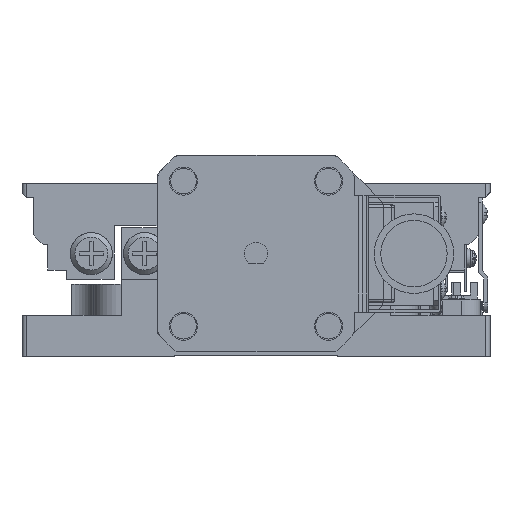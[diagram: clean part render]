
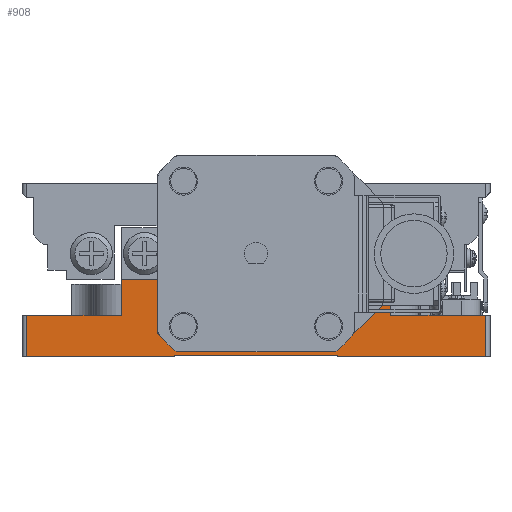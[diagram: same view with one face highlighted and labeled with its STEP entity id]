
A CAD part, left-side view. The second image highlights one B-rep face of the part: STEP entity #908.
In plain terms, the highlighted planar face has unit normal (-1, 0, 0).
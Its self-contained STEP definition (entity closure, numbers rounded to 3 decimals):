
#908=ADVANCED_FACE('',(#10008),#10007,.T.);
#10007=PLANE('',#26570);
#10008=FACE_OUTER_BOUND('',#26571,.T.);
#26567=CARTESIAN_POINT('',(-98.,-58.8,19.8));
#26568=DIRECTION('',(-1.,0.,0.));
#26569=DIRECTION('',(0.,1.,0.));
#26570=AXIS2_PLACEMENT_3D('',#26567,#26568,#26569);
#26571=EDGE_LOOP('',(#39400,#39401,#39402,#39403,#39404,#39405,#39406,#39407,#39408,#39409,#39410,#39411,#39412,#39413,#39414,#39415,#39416,#39417,#39418,#39419,#39420,#39421,#39422,#39423));
#39400=ORIENTED_EDGE('',*,*,#47322,.T.);
#39401=ORIENTED_EDGE('',*,*,#47323,.T.);
#39402=ORIENTED_EDGE('',*,*,#47324,.T.);
#39403=ORIENTED_EDGE('',*,*,#47325,.F.);
#39404=ORIENTED_EDGE('',*,*,#47326,.T.);
#39405=ORIENTED_EDGE('',*,*,#47327,.F.);
#39406=ORIENTED_EDGE('',*,*,#47328,.T.);
#39407=ORIENTED_EDGE('',*,*,#47329,.T.);
#39408=ORIENTED_EDGE('',*,*,#47330,.T.);
#39409=ORIENTED_EDGE('',*,*,#47331,.T.);
#39410=ORIENTED_EDGE('',*,*,#47332,.T.);
#39411=ORIENTED_EDGE('',*,*,#47333,.T.);
#39412=ORIENTED_EDGE('',*,*,#47313,.T.);
#39413=ORIENTED_EDGE('',*,*,#47334,.F.);
#39414=ORIENTED_EDGE('',*,*,#47335,.F.);
#39415=ORIENTED_EDGE('',*,*,#47336,.F.);
#39416=ORIENTED_EDGE('',*,*,#47337,.T.);
#39417=ORIENTED_EDGE('',*,*,#47338,.F.);
#39418=ORIENTED_EDGE('',*,*,#47339,.F.);
#39419=ORIENTED_EDGE('',*,*,#47340,.F.);
#39420=ORIENTED_EDGE('',*,*,#47294,.F.);
#39421=ORIENTED_EDGE('',*,*,#47254,.T.);
#39422=ORIENTED_EDGE('',*,*,#47341,.F.);
#39423=ORIENTED_EDGE('',*,*,#47342,.T.);
#47254=EDGE_CURVE('',#63149,#63142,#63150,.T.);
#47294=EDGE_CURVE('',#63149,#63406,#63407,.T.);
#47313=EDGE_CURVE('',#63496,#63532,#63539,.T.);
#47322=EDGE_CURVE('',#63601,#63602,#63603,.T.);
#47323=EDGE_CURVE('',#63602,#63609,#63610,.T.);
#47324=EDGE_CURVE('',#63609,#63616,#63617,.T.);
#47325=EDGE_CURVE('',#63623,#63616,#63624,.T.);
#47326=EDGE_CURVE('',#63623,#63630,#63631,.T.);
#47327=EDGE_CURVE('',#63637,#63630,#63638,.T.);
#47328=EDGE_CURVE('',#63637,#63644,#63645,.T.);
#47329=EDGE_CURVE('',#63644,#63651,#63652,.T.);
#47330=EDGE_CURVE('',#63651,#63658,#63659,.T.);
#47331=EDGE_CURVE('',#63658,#63665,#63666,.T.);
#47332=EDGE_CURVE('',#63665,#63672,#63673,.T.);
#47333=EDGE_CURVE('',#63672,#63496,#63679,.T.);
#47334=EDGE_CURVE('',#63685,#63532,#63686,.T.);
#47335=EDGE_CURVE('',#63692,#63685,#63693,.T.);
#47336=EDGE_CURVE('',#63699,#63692,#63700,.T.);
#47337=EDGE_CURVE('',#63699,#63706,#63707,.T.);
#47338=EDGE_CURVE('',#63713,#63706,#63714,.T.);
#47339=EDGE_CURVE('',#63720,#63713,#63721,.T.);
#47340=EDGE_CURVE('',#63406,#63720,#63727,.T.);
#47341=EDGE_CURVE('',#63733,#63142,#63734,.T.);
#47342=EDGE_CURVE('',#63733,#63601,#63740,.T.);
#63142=VERTEX_POINT('',#90722);
#63149=VERTEX_POINT('',#90726);
#63150=LINE('',#90727,#90728);
#63406=VERTEX_POINT('',#90992);
#63407=LINE('',#90993,#90994);
#63496=VERTEX_POINT('',#91048);
#63532=VERTEX_POINT('',#91070);
#63539=LINE('',#91074,#91075);
#63601=VERTEX_POINT('',#91109);
#63602=VERTEX_POINT('',#91110);
#63603=LINE('',#91111,#91112);
#63609=VERTEX_POINT('',#91114);
#63610=LINE('',#91115,#91116);
#63616=VERTEX_POINT('',#91118);
#63617=LINE('',#91119,#91120);
#63623=VERTEX_POINT('',#91122);
#63624=LINE('',#91123,#91124);
#63630=VERTEX_POINT('',#91126);
#63631=LINE('',#91127,#91128);
#63637=VERTEX_POINT('',#91130);
#63638=LINE('',#91131,#91132);
#63644=VERTEX_POINT('',#91134);
#63645=LINE('',#91135,#91136);
#63651=VERTEX_POINT('',#91138);
#63652=LINE('',#91139,#91140);
#63658=VERTEX_POINT('',#91142);
#63659=LINE('',#91143,#91144);
#63665=VERTEX_POINT('',#91146);
#63666=LINE('',#91147,#91148);
#63672=VERTEX_POINT('',#91150);
#63673=LINE('',#91151,#91152);
#63679=LINE('',#91154,#91155);
#63685=VERTEX_POINT('',#91157);
#63686=LINE('',#91158,#91159);
#63692=VERTEX_POINT('',#91161);
#63693=LINE('',#91162,#91163);
#63699=VERTEX_POINT('',#91165);
#63700=LINE('',#91166,#91167);
#63706=VERTEX_POINT('',#91169);
#63707=LINE('',#91170,#91171);
#63713=VERTEX_POINT('',#91173);
#63714=LINE('',#91174,#91175);
#63720=VERTEX_POINT('',#91177);
#63721=LINE('',#91178,#91179);
#63727=LINE('',#91181,#91182);
#63733=VERTEX_POINT('',#91184);
#63734=LINE('',#91185,#91186);
#63740=LINE('',#91188,#91189);
#90722=CARTESIAN_POINT('',(-98.,28.7,15.5));
#90726=CARTESIAN_POINT('',(-98.,28.7,16.5));
#90727=CARTESIAN_POINT('',(-98.,28.7,16.5));
#90728=VECTOR('',#90729,1.);
#90729=DIRECTION('',(0.,0.,-1.));
#90992=CARTESIAN_POINT('',(-98.,19.5,16.5));
#90993=CARTESIAN_POINT('',(-98.,28.7,16.5));
#90994=VECTOR('',#90995,9.2);
#90995=DIRECTION('',(0.,-1.,0.));
#91048=CARTESIAN_POINT('',(-98.,-28.7,16.5));
#91070=CARTESIAN_POINT('',(-98.,-19.5,16.5));
#91074=CARTESIAN_POINT('',(-98.,-28.7,16.5));
#91075=VECTOR('',#91076,9.2);
#91076=DIRECTION('',(0.,1.,0.));
#91109=CARTESIAN_POINT('',(-98.,28.8,8.8));
#91110=CARTESIAN_POINT('',(-98.,49.,8.8));
#91111=CARTESIAN_POINT('',(-98.,28.8,8.8));
#91112=VECTOR('',#91113,20.2);
#91113=DIRECTION('',(0.,1.,0.));
#91114=CARTESIAN_POINT('',(-98.,49.,0.));
#91115=CARTESIAN_POINT('',(-98.,49.,8.8));
#91116=VECTOR('',#91117,8.8);
#91117=DIRECTION('',(0.,0.,-1.));
#91118=CARTESIAN_POINT('',(-98.,17.5,0.));
#91119=CARTESIAN_POINT('',(-98.,49.,0.));
#91120=VECTOR('',#91121,31.5);
#91121=DIRECTION('',(0.,-1.,0.));
#91122=CARTESIAN_POINT('',(-98.,17.5,0.3));
#91123=CARTESIAN_POINT('',(-98.,17.5,0.3));
#91124=VECTOR('',#91125,0.3);
#91125=DIRECTION('',(0.,0.,-1.));
#91126=CARTESIAN_POINT('',(-98.,-17.5,0.3));
#91127=CARTESIAN_POINT('',(-98.,17.5,0.3));
#91128=VECTOR('',#91129,35.);
#91129=DIRECTION('',(0.,-1.,0.));
#91130=CARTESIAN_POINT('',(-98.,-17.5,0.));
#91131=CARTESIAN_POINT('',(-98.,-17.5,0.));
#91132=VECTOR('',#91133,0.3);
#91133=DIRECTION('',(0.,0.,1.));
#91134=CARTESIAN_POINT('',(-98.,-49.,0.));
#91135=CARTESIAN_POINT('',(-98.,-17.5,0.));
#91136=VECTOR('',#91137,31.5);
#91137=DIRECTION('',(0.,-1.,0.));
#91138=CARTESIAN_POINT('',(-98.,-49.,8.8));
#91139=CARTESIAN_POINT('',(-98.,-49.,0.));
#91140=VECTOR('',#91141,8.8);
#91141=DIRECTION('',(0.,0.,1.));
#91142=CARTESIAN_POINT('',(-98.,-28.8,8.8));
#91143=CARTESIAN_POINT('',(-98.,-49.,8.8));
#91144=VECTOR('',#91145,20.2);
#91145=DIRECTION('',(0.,1.,0.));
#91146=CARTESIAN_POINT('',(-98.,-28.8,15.5));
#91147=CARTESIAN_POINT('',(-98.,-28.8,8.8));
#91148=VECTOR('',#91149,6.7);
#91149=DIRECTION('',(0.,0.,1.));
#91150=CARTESIAN_POINT('',(-98.,-28.7,15.5));
#91151=CARTESIAN_POINT('',(-98.,-28.8,15.5));
#91152=VECTOR('',#91153,0.1);
#91153=DIRECTION('',(0.,1.,0.));
#91154=CARTESIAN_POINT('',(-98.,-28.7,15.5));
#91155=VECTOR('',#91156,1.);
#91156=DIRECTION('',(0.,0.,1.));
#91157=CARTESIAN_POINT('',(-98.,-19.5,18.));
#91158=CARTESIAN_POINT('',(-98.,-19.5,18.));
#91159=VECTOR('',#91160,1.5);
#91160=DIRECTION('',(0.,0.,-1.));
#91161=CARTESIAN_POINT('',(-98.,-11.,18.));
#91162=CARTESIAN_POINT('',(-98.,-11.,18.));
#91163=VECTOR('',#91164,8.5);
#91164=DIRECTION('',(0.,-1.,0.));
#91165=CARTESIAN_POINT('',(-98.,-11.,11.));
#91166=CARTESIAN_POINT('',(-98.,-11.,11.));
#91167=VECTOR('',#91168,7.);
#91168=DIRECTION('',(0.,0.,1.));
#91169=CARTESIAN_POINT('',(-98.,11.,11.));
#91170=CARTESIAN_POINT('',(-98.,-11.,11.));
#91171=VECTOR('',#91172,22.);
#91172=DIRECTION('',(0.,1.,0.));
#91173=CARTESIAN_POINT('',(-98.,11.,18.));
#91174=CARTESIAN_POINT('',(-98.,11.,18.));
#91175=VECTOR('',#91176,7.);
#91176=DIRECTION('',(0.,0.,-1.));
#91177=CARTESIAN_POINT('',(-98.,19.5,18.));
#91178=CARTESIAN_POINT('',(-98.,19.5,18.));
#91179=VECTOR('',#91180,8.5);
#91180=DIRECTION('',(0.,-1.,0.));
#91181=CARTESIAN_POINT('',(-98.,19.5,16.5));
#91182=VECTOR('',#91183,1.5);
#91183=DIRECTION('',(0.,0.,1.));
#91184=CARTESIAN_POINT('',(-98.,28.8,15.5));
#91185=CARTESIAN_POINT('',(-98.,28.8,15.5));
#91186=VECTOR('',#91187,0.1);
#91187=DIRECTION('',(0.,-1.,0.));
#91188=CARTESIAN_POINT('',(-98.,28.8,15.5));
#91189=VECTOR('',#91190,6.7);
#91190=DIRECTION('',(0.,0.,-1.));
